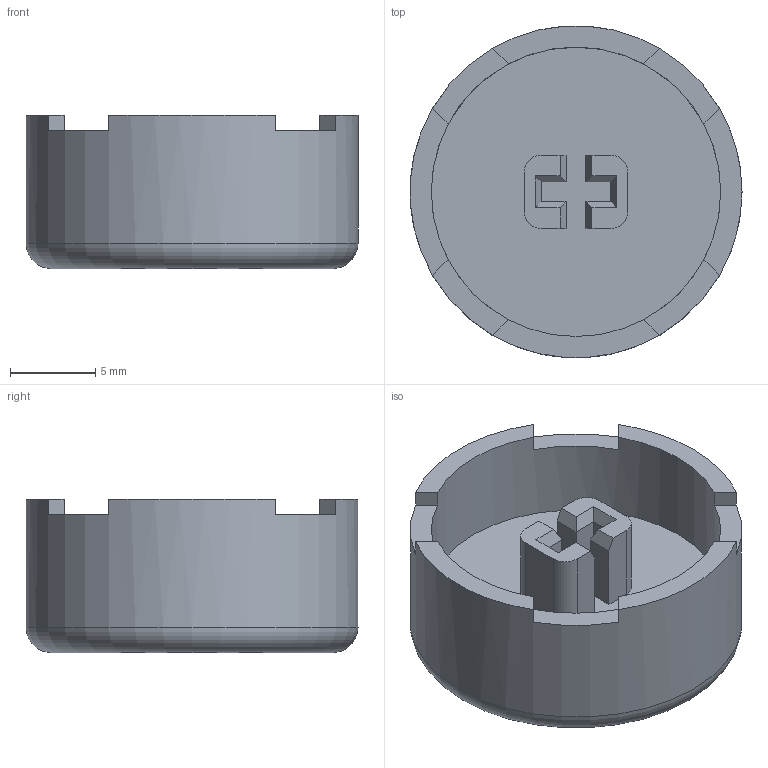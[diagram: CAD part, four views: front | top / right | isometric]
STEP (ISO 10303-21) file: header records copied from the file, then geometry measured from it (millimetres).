
FILE_DESCRIPTION(('Open CASCADE Model'),'2;1');
FILE_NAME('Open CASCADE Shape Model','2025-02-21T19:29:33',('Author'),( 'Open CASCADE'),'Open CASCADE STEP processor 7.8','build123d', 'Unknown');
FILE_SCHEMA(('AUTOMOTIVE_DESIGN { 1 0 10303 214 1 1 1 1 }'));
Length unit declared in the file: millimetre
Products named in the file (1): COMPOUND
Bounding box: 19.5 x 19.5 x 9 mm (x, y, z)
Volume: 1464 mm3; surface area: 1513.9 mm2
Topology: 1 solids, 1 shells, 53 faces, 138 edges, 89 vertices
Faces by surface type: plane 46, cylinder 6, torus 1
Full cylindrical faces by diameter (mm): 17 x1, 19.5 x1
Entity records: 3380 total; most frequent: CARTESIAN_POINT 591, DIRECTION 518, LINE 322, VECTOR 322, ORIENTED_EDGE 276, PCURVE 276, DEFINITIONAL_REPRESENTATION 276, EDGE_CURVE 138
